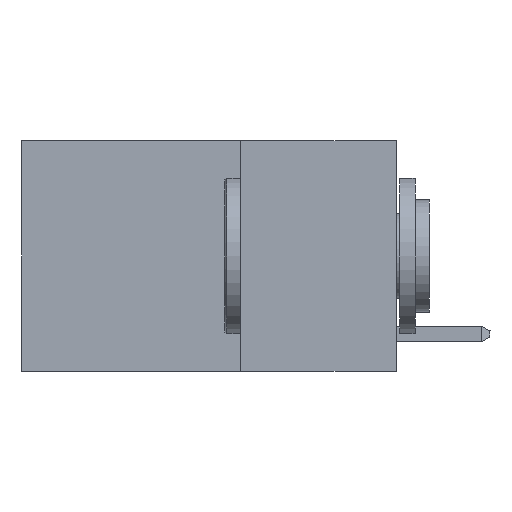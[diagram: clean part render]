
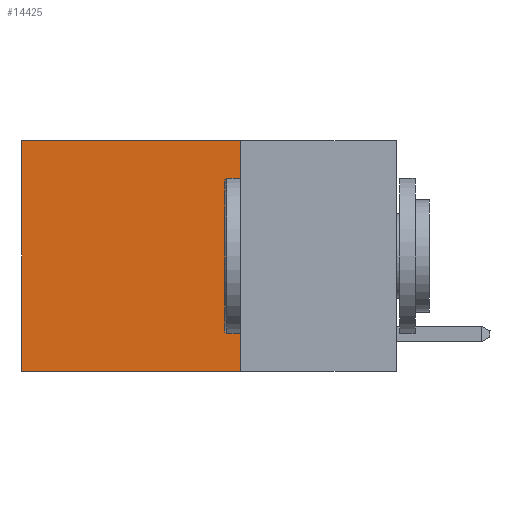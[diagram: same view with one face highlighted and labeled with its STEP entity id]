
A CAD part, left-side view. The second image highlights one B-rep face of the part: STEP entity #14425.
In plain terms, the highlighted planar face has unit normal (-1, 0, 0).
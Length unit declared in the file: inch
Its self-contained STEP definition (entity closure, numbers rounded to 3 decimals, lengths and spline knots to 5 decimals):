
#1369 = EDGE_CURVE ( 'NONE', #12748, #10911, #17221, .T. ) ;
#2009 = DIRECTION ( 'NONE',  ( 0., 1., 0. ) ) ;
#2431 = CARTESIAN_POINT ( 'NONE',  ( 0.2625, 0.6, -0.37 ) ) ;
#2458 = PLANE ( 'NONE',  #9647 ) ;
#2512 = CARTESIAN_POINT ( 'NONE',  ( 0.2625, 0.25, 0. ) ) ;
#2596 = ORIENTED_EDGE ( 'NONE', *, *, #13062, .F. ) ;
#3882 = DIRECTION ( 'NONE',  ( 1., 0., 0. ) ) ;
#4215 = ORIENTED_EDGE ( 'NONE', *, *, #15983, .T. ) ;
#4279 = VECTOR ( 'NONE', #2009, 39.37008 ) ;
#4540 = DIRECTION ( 'NONE',  ( 0., 0., -1. ) ) ;
#5417 = DIRECTION ( 'NONE',  ( 0., 1., 0. ) ) ;
#5774 = CARTESIAN_POINT ( 'NONE',  ( 0.2625, 0.6, 0. ) ) ;
#5815 = DIRECTION ( 'NONE',  ( 0., 0., -1. ) ) ;
#6282 = VECTOR ( 'NONE', #4540, 39.37008 ) ;
#6688 = VERTEX_POINT ( 'NONE', #12551 ) ;
#7502 = ORIENTED_EDGE ( 'NONE', *, *, #7591, .F. ) ;
#7591 = EDGE_CURVE ( 'NONE', #6688, #10911, #7889, .T. ) ;
#7889 = LINE ( 'NONE', #14154, #4279 ) ;
#9647 = AXIS2_PLACEMENT_3D ( 'NONE', #2512, #3882, #13346 ) ;
#9683 = FACE_OUTER_BOUND ( 'NONE', #16907, .T. ) ;
#9698 = ORIENTED_EDGE ( 'NONE', *, *, #1369, .T. ) ;
#10049 = LINE ( 'NONE', #12137, #13173 ) ;
#10587 = CARTESIAN_POINT ( 'NONE',  ( 0.2625, 0.6, 0. ) ) ;
#10645 = VECTOR ( 'NONE', #5815, 39.37008 ) ;
#10911 = VERTEX_POINT ( 'NONE', #2431 ) ;
#12137 = CARTESIAN_POINT ( 'NONE',  ( 0.2625, 0.25, 0. ) ) ;
#12551 = CARTESIAN_POINT ( 'NONE',  ( 0.2625, 0.25, -0.37 ) ) ;
#12621 = CARTESIAN_POINT ( 'NONE',  ( 0.2625, 0.25, 0. ) ) ;
#12748 = VERTEX_POINT ( 'NONE', #10587 ) ;
#13062 = EDGE_CURVE ( 'NONE', #15891, #6688, #16154, .T. ) ;
#13173 = VECTOR ( 'NONE', #5417, 39.37008 ) ;
#13346 = DIRECTION ( 'NONE',  ( 0., 0., -1. ) ) ;
#14154 = CARTESIAN_POINT ( 'NONE',  ( 0.2625, 0.25, -0.37 ) ) ;
#14425 = ADVANCED_FACE ( 'NONE', ( #9683 ), #2458, .F. ) ;
#15890 = CARTESIAN_POINT ( 'NONE',  ( 0.2625, 0.25, 0. ) ) ;
#15891 = VERTEX_POINT ( 'NONE', #15890 ) ;
#15983 = EDGE_CURVE ( 'NONE', #15891, #12748, #10049, .T. ) ;
#16154 = LINE ( 'NONE', #12621, #6282 ) ;
#16907 = EDGE_LOOP ( 'NONE', ( #9698, #7502, #2596, #4215 ) ) ;
#17221 = LINE ( 'NONE', #5774, #10645 ) ;
